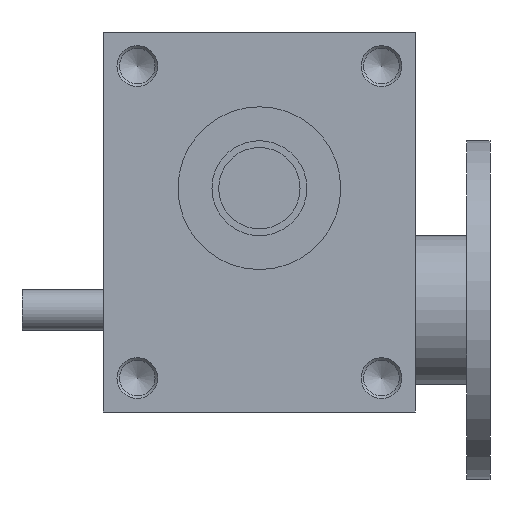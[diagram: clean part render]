
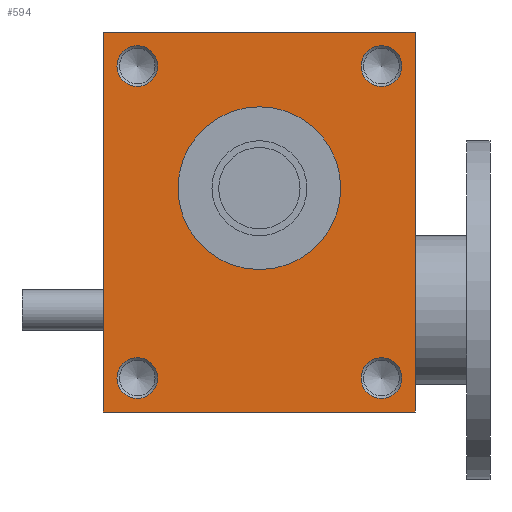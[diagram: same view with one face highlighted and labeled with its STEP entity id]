
A CAD part, front view. The second image highlights one B-rep face of the part: STEP entity #594.
In plain terms, the highlighted planar face has unit normal (0, -1, 0).
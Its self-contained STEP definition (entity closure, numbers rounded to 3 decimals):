
#594 = ADVANCED_FACE( '', ( #1278, #1279, #1280, #1281, #1282, #1283 ), #1284, .F. );
#1278 = FACE_BOUND( '', #2069, .T. );
#1279 = FACE_BOUND( '', #2070, .T. );
#1280 = FACE_BOUND( '', #2071, .T. );
#1281 = FACE_BOUND( '', #2072, .T. );
#1282 = FACE_BOUND( '', #2073, .T. );
#1283 = FACE_OUTER_BOUND( '', #2074, .T. );
#1284 = PLANE( '', #2075 );
#2069 = EDGE_LOOP( '', ( #3457 ) );
#2070 = EDGE_LOOP( '', ( #3458 ) );
#2071 = EDGE_LOOP( '', ( #3459 ) );
#2072 = EDGE_LOOP( '', ( #3460 ) );
#2073 = EDGE_LOOP( '', ( #3461 ) );
#2074 = EDGE_LOOP( '', ( #3462, #3463, #3464, #3465 ) );
#2075 = AXIS2_PLACEMENT_3D( '', #3466, #3467, #3468 );
#3457 = ORIENTED_EDGE( '', *, *, #4562, .F. );
#3458 = ORIENTED_EDGE( '', *, *, #4615, .F. );
#3459 = ORIENTED_EDGE( '', *, *, #4629, .F. );
#3460 = ORIENTED_EDGE( '', *, *, #4630, .F. );
#3461 = ORIENTED_EDGE( '', *, *, #4631, .T. );
#3462 = ORIENTED_EDGE( '', *, *, #4491, .T. );
#3463 = ORIENTED_EDGE( '', *, *, #4468, .F. );
#3464 = ORIENTED_EDGE( '', *, *, #4632, .F. );
#3465 = ORIENTED_EDGE( '', *, *, #4633, .T. );
#3466 = CARTESIAN_POINT( '', ( -115., -88., 140. ) );
#3467 = DIRECTION( '', ( 0., 1., 0. ) );
#3468 = DIRECTION( '', ( 0., 0., 1. ) );
#4468 = EDGE_CURVE( '', #5348, #5346, #5350, .T. );
#4491 = EDGE_CURVE( '', #5376, #5346, #5378, .T. );
#4562 = EDGE_CURVE( '', #5477, #5477, #5478, .T. );
#4615 = EDGE_CURVE( '', #5549, #5549, #5550, .T. );
#4629 = EDGE_CURVE( '', #5568, #5568, #5569, .T. );
#4630 = EDGE_CURVE( '', #5570, #5570, #5571, .T. );
#4631 = EDGE_CURVE( '', #5572, #5572, #5573, .T. );
#4632 = EDGE_CURVE( '', #5574, #5348, #5575, .T. );
#4633 = EDGE_CURVE( '', #5574, #5376, #5576, .T. );
#5346 = VERTEX_POINT( '', #6543 );
#5348 = VERTEX_POINT( '', #6546 );
#5350 = LINE( '', #6549, #6550 );
#5376 = VERTEX_POINT( '', #6583 );
#5378 = LINE( '', #6586, #6587 );
#5477 = VERTEX_POINT( '', #6706 );
#5478 = CIRCLE( '', #6707, 15. );
#5549 = VERTEX_POINT( '', #6794 );
#5550 = CIRCLE( '', #6795, 15. );
#5568 = VERTEX_POINT( '', #6818 );
#5569 = CIRCLE( '', #6819, 15. );
#5570 = VERTEX_POINT( '', #6820 );
#5571 = CIRCLE( '', #6821, 15. );
#5572 = VERTEX_POINT( '', #6822 );
#5573 = CIRCLE( '', #6823, 60. );
#5574 = VERTEX_POINT( '', #6824 );
#5575 = LINE( '', #6825, #6826 );
#5576 = LINE( '', #6827, #6828 );
#6543 = CARTESIAN_POINT( '', ( 115., -88., -140. ) );
#6546 = CARTESIAN_POINT( '', ( 115., -88., 140. ) );
#6549 = CARTESIAN_POINT( '', ( 115., -88., 140. ) );
#6550 = VECTOR( '', #7496, 1000. );
#6583 = CARTESIAN_POINT( '', ( -115., -88., -140. ) );
#6586 = CARTESIAN_POINT( '', ( -115., -88., -140. ) );
#6587 = VECTOR( '', #7517, 1000. );
#6706 = CARTESIAN_POINT( '', ( -90., -88., -130. ) );
#6707 = AXIS2_PLACEMENT_3D( '', #7604, #7605, #7606 );
#6794 = CARTESIAN_POINT( '', ( -90., -88., 100. ) );
#6795 = AXIS2_PLACEMENT_3D( '', #7671, #7672, #7673 );
#6818 = CARTESIAN_POINT( '', ( 90., -88., 100. ) );
#6819 = AXIS2_PLACEMENT_3D( '', #7685, #7686, #7687 );
#6820 = CARTESIAN_POINT( '', ( 90., -88., -130. ) );
#6821 = AXIS2_PLACEMENT_3D( '', #7688, #7689, #7690 );
#6822 = CARTESIAN_POINT( '', ( 60., -88., 25. ) );
#6823 = AXIS2_PLACEMENT_3D( '', #7691, #7692, #7693 );
#6824 = CARTESIAN_POINT( '', ( -115., -88., 140. ) );
#6825 = CARTESIAN_POINT( '', ( -115., -88., 140. ) );
#6826 = VECTOR( '', #7694, 1000. );
#6827 = CARTESIAN_POINT( '', ( -115., -88., 140. ) );
#6828 = VECTOR( '', #7695, 1000. );
#7496 = DIRECTION( '', ( 0., 0., -1. ) );
#7517 = DIRECTION( '', ( 1., 0., 0. ) );
#7604 = CARTESIAN_POINT( '', ( -90., -88., -115. ) );
#7605 = DIRECTION( '', ( 0., -1., 0. ) );
#7606 = DIRECTION( '', ( 0., 0., -1. ) );
#7671 = CARTESIAN_POINT( '', ( -90., -88., 115. ) );
#7672 = DIRECTION( '', ( 0., -1., 0. ) );
#7673 = DIRECTION( '', ( 0., 0., -1. ) );
#7685 = CARTESIAN_POINT( '', ( 90., -88., 115. ) );
#7686 = DIRECTION( '', ( 0., -1., 0. ) );
#7687 = DIRECTION( '', ( 0., 0., -1. ) );
#7688 = CARTESIAN_POINT( '', ( 90., -88., -115. ) );
#7689 = DIRECTION( '', ( 0., -1., 0. ) );
#7690 = DIRECTION( '', ( 0., 0., -1. ) );
#7691 = CARTESIAN_POINT( '', ( 0., -88., 25. ) );
#7692 = DIRECTION( '', ( 0., 1., 0. ) );
#7693 = DIRECTION( '', ( 1., 0., 0. ) );
#7694 = DIRECTION( '', ( 1., 0., 0. ) );
#7695 = DIRECTION( '', ( 0., 0., -1. ) );
